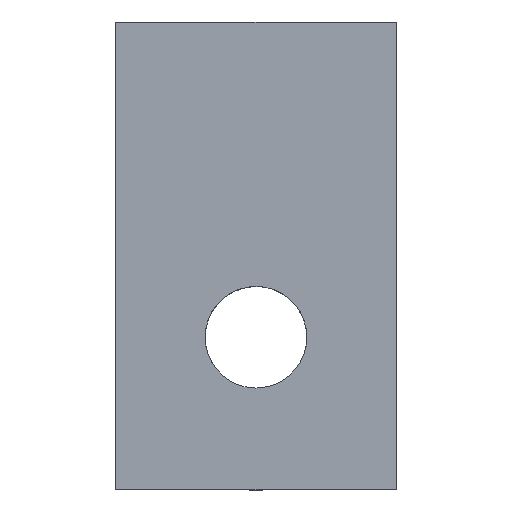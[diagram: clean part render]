
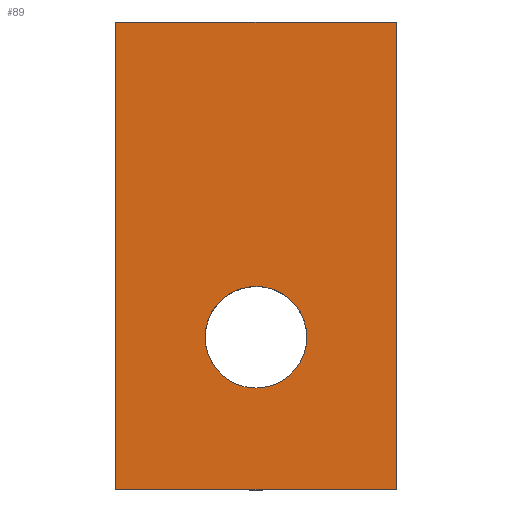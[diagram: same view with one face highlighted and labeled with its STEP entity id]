
A CAD part, top view. The second image highlights one B-rep face of the part: STEP entity #89.
In plain terms, the highlighted planar face has unit normal (0, 0, 1).
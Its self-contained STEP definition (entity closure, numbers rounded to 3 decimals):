
#71=VERTEX_POINT('',#169);
#75=VERTEX_POINT('',#173);
#81=EDGE_CURVE('',#93,#71,#179,.T.);
#89=ADVANCED_FACE('',(#188,#189),#190,.T.);
#93=VERTEX_POINT('',#194);
#99=EDGE_CURVE('',#75,#121,#200,.T.);
#101=VERTEX_POINT('',#202);
#117=EDGE_CURVE('',#71,#93,#221,.T.);
#121=VERTEX_POINT('',#225);
#125=EDGE_CURVE('',#101,#121,#229,.T.);
#127=EDGE_CURVE('',#101,#139,#231,.T.);
#139=VERTEX_POINT('',#245);
#143=EDGE_CURVE('',#139,#75,#250,.T.);
#169=CARTESIAN_POINT('',(0.,2.5,0.));
#173=CARTESIAN_POINT('',(-6.9,-7.5,0.));
#179=CIRCLE('',#283,2.5);
#188=FACE_BOUND('',#293,.T.);
#189=FACE_OUTER_BOUND('',#294,.T.);
#190=PLANE('',#295);
#194=CARTESIAN_POINT('',(0.0,-2.5,0.0));
#200=LINE('',#360,#361);
#202=CARTESIAN_POINT('',(6.9,15.5,0.));
#221=CIRCLE('',#386,2.5);
#225=CARTESIAN_POINT('',(6.9,-7.5,0.));
#229=LINE('',#398,#399);
#231=LINE('',#402,#403);
#245=CARTESIAN_POINT('',(-6.9,15.5,0.));
#250=LINE('',#440,#441);
#283=AXIS2_PLACEMENT_3D('',#456,#457,#458);
#293=EDGE_LOOP('',(#472,#473));
#294=EDGE_LOOP('',(#474,#475,#476,#477));
#295=AXIS2_PLACEMENT_3D('',#478,#479,#480);
#360=CARTESIAN_POINT('',(6.9,-7.5,0.0));
#361=VECTOR('',#482,1.0);
#386=AXIS2_PLACEMENT_3D('',#506,#507,#508);
#398=CARTESIAN_POINT('',(6.9,15.5,0.));
#399=VECTOR('',#513,1.0);
#402=CARTESIAN_POINT('',(6.9,15.5,0.0));
#403=VECTOR('',#514,1.0);
#440=CARTESIAN_POINT('',(-6.9,15.5,0.));
#441=VECTOR('',#540,1.0);
#456=CARTESIAN_POINT('',(0.0,0.0,0.));
#457=DIRECTION('',(-0.0,-0.0,-1.0));
#458=DIRECTION('',(0.0,-1.0,0.0));
#472=ORIENTED_EDGE('',*,*,#81,.T.);
#473=ORIENTED_EDGE('',*,*,#117,.T.);
#474=ORIENTED_EDGE('',*,*,#99,.T.);
#475=ORIENTED_EDGE('',*,*,#125,.F.);
#476=ORIENTED_EDGE('',*,*,#127,.T.);
#477=ORIENTED_EDGE('',*,*,#143,.T.);
#478=CARTESIAN_POINT('',(-6.9,15.5,0.));
#479=DIRECTION('',(0.0,0.0,1.0));
#480=DIRECTION('',(-1.0,0.0,0.0));
#482=DIRECTION('',(1.0,0.0,0.0));
#506=CARTESIAN_POINT('',(0.0,0.0,0.));
#507=DIRECTION('',(-0.0,-0.0,-1.0));
#508=DIRECTION('',(0.0,-1.0,0.0));
#513=DIRECTION('',(0.0,-1.0,0.0));
#514=DIRECTION('',(-1.0,0.0,0.0));
#540=DIRECTION('',(0.0,-1.0,0.0));
